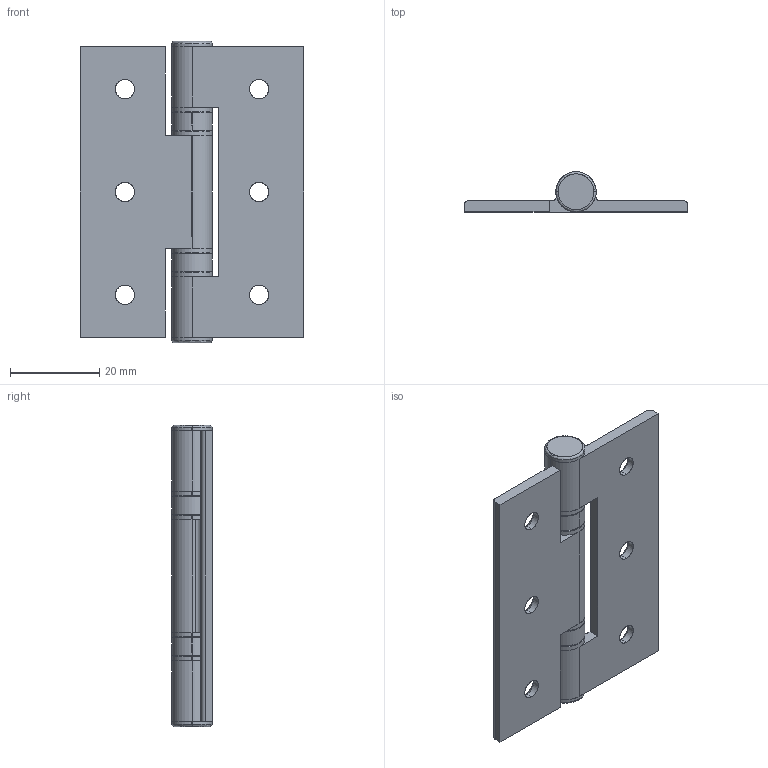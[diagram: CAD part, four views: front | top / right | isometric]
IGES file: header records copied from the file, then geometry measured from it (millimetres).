
Start section: SolidWorks IGES file using analytic representation for surfaces
Global section: file name: B-214-4.IGS,15; native system: HSolidWorks 2011; preprocessor: SolidWorks 2011; author: Pub70; date: 111011.113608; units: millimetre
Bounding box: 50 x 9 x 67.4 mm (x, y, z)
Surface area: 10854 mm2 (no closed solid volume)
Topology: 0 solids, 0 shells, 193 faces, 3332 edges, 3332 vertices
Faces by surface type: revolution 116, bspline 77
